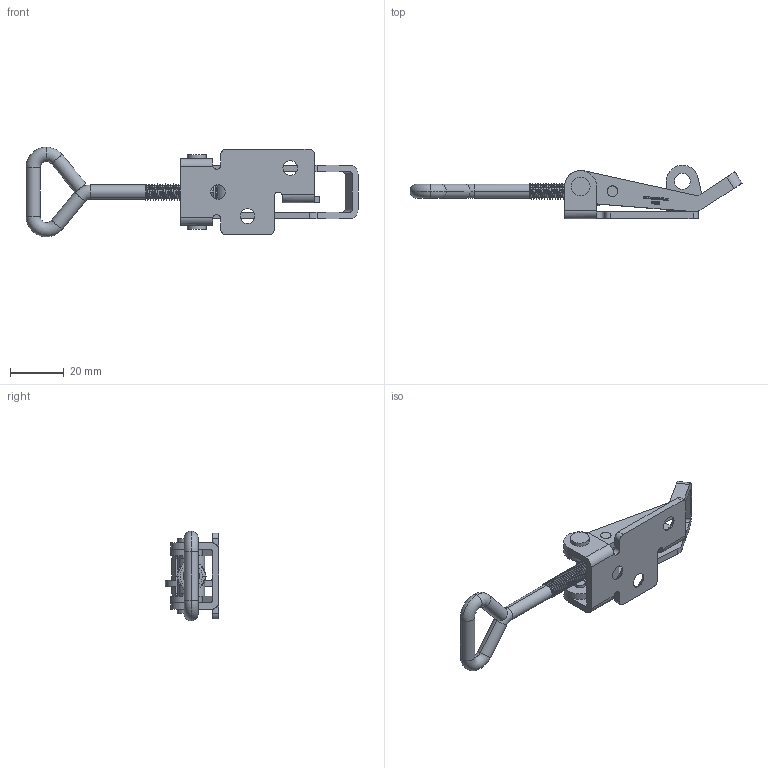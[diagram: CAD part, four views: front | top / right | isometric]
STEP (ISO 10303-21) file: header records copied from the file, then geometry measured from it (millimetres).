
FILE_DESCRIPTION (( 'STEP AP214' ), '1' );
FILE_NAME ('05708-Hold Down Latch Medium Padlockable Zinc Plated 110mm.STEP', '2018-12-09T21:38:59', ( '' ), ( '' ), 'SwSTEP 2.0', 'SolidWorks 2018', '' );
FILE_SCHEMA (( 'AUTOMOTIVE_DESIGN' ));
Length unit declared in the file: millimetre
Products named in the file (14): Medium Hold Down Latch Hoop; Medium Hold Down Latch Bar Nut_5708; Medium Hold Down Latch Lever; Medium Hold Down Latch Bar Nut; Medium Hold Down Latch Base_5708; Medium Hold Down Latch Base; 05708-Hold Down Latch Medium Padlockable Zinc Plated 110mm; Medium Hold Down Latch Lock Nut; Medium Hold Down Latch Lock Washer; Medium Hold Down Latch Lever_5708; Medium Hold Down Latch Hoop_5708
Assembly tree (7 placements, depth 2):
  Medium Hold Down Latch Lever
  Medium Hold Down Latch Bar Nut
  Medium Hold Down Latch Base
  05708-Hold Down Latch Medium Padlockable Zinc Plated 110mm
    Medium Hold Down Latch Hoop
  Medium Hold Down Latch Lock Nut
Bounding box: 124.07 x 20 x 33.48 mm (x, y, z)
Volume: 11216.9 mm3; surface area: 11390 mm2
Topology: 6 solids, 6 shells, 606 faces, 1592 edges, 1030 vertices
Faces by surface type: plane 312, cylinder 162, bspline 114, torus 12, cone 6
Entity records: 30696 total; most frequent: CARTESIAN_POINT 16446, ORIENTED_EDGE 3182, DIRECTION 2407, EDGE_CURVE 1591, VERTEX_POINT 1028, LINE 1001, VECTOR 1001, AXIS2_PLACEMENT_3D 703
